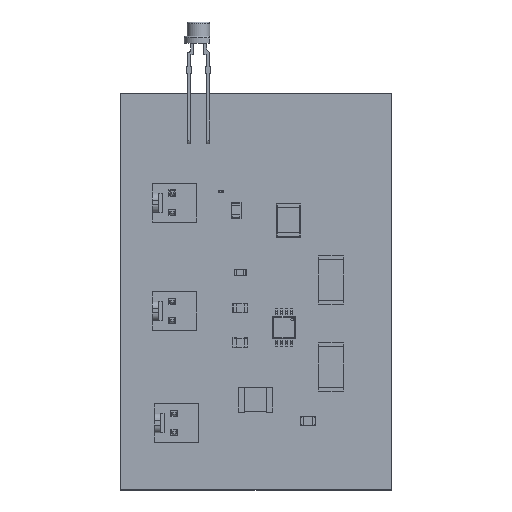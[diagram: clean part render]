
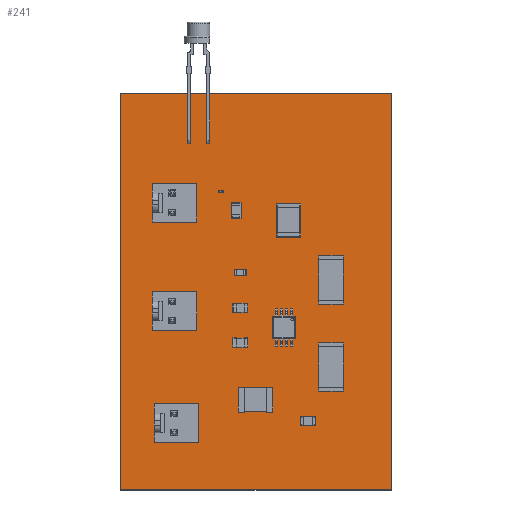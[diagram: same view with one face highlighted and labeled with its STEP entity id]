
A CAD part, top view. The second image highlights one B-rep face of the part: STEP entity #241.
In plain terms, the highlighted planar face has unit normal (0, 0, 1).
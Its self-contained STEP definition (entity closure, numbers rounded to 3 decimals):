
#112 = VERTEX_POINT('',#113);
#113 = CARTESIAN_POINT('',(6.909,8.23,1.691));
#119 = EDGE_CURVE('',#112,#120,#122,.T.);
#120 = VERTEX_POINT('',#121);
#121 = CARTESIAN_POINT('',(42.469,8.23,1.691));
#122 = LINE('',#123,#124);
#123 = CARTESIAN_POINT('',(6.909,8.23,1.691));
#124 = VECTOR('',#125,1.);
#125 = DIRECTION('',(1.,0.,0.));
#150 = EDGE_CURVE('',#120,#151,#153,.T.);
#151 = VERTEX_POINT('',#152);
#152 = CARTESIAN_POINT('',(42.469,60.376,1.691));
#153 = LINE('',#154,#155);
#154 = CARTESIAN_POINT('',(42.469,8.23,1.691));
#155 = VECTOR('',#156,1.);
#156 = DIRECTION('',(0.,1.,0.));
#181 = EDGE_CURVE('',#151,#182,#184,.T.);
#182 = VERTEX_POINT('',#183);
#183 = CARTESIAN_POINT('',(6.909,60.376,1.691));
#184 = LINE('',#185,#186);
#185 = CARTESIAN_POINT('',(42.469,60.376,1.691));
#186 = VECTOR('',#187,1.);
#187 = DIRECTION('',(-1.,0.,0.));
#212 = EDGE_CURVE('',#182,#112,#213,.T.);
#213 = LINE('',#214,#215);
#214 = CARTESIAN_POINT('',(6.909,60.376,1.691));
#215 = VECTOR('',#216,1.);
#216 = DIRECTION('',(0.,-1.,0.));
#241 = ADVANCED_FACE('',(#242),#248,.F.);
#242 = FACE_BOUND('',#243,.T.);
#243 = EDGE_LOOP('',(#244,#245,#246,#247));
#244 = ORIENTED_EDGE('',*,*,#119,.T.);
#245 = ORIENTED_EDGE('',*,*,#150,.T.);
#246 = ORIENTED_EDGE('',*,*,#181,.T.);
#247 = ORIENTED_EDGE('',*,*,#212,.T.);
#248 = PLANE('',#249);
#249 = AXIS2_PLACEMENT_3D('',#250,#251,#252);
#250 = CARTESIAN_POINT('',(6.909,8.23,1.691));
#251 = DIRECTION('',(0.,0.,-1.));
#252 = DIRECTION('',(-1.,0.,0.));
